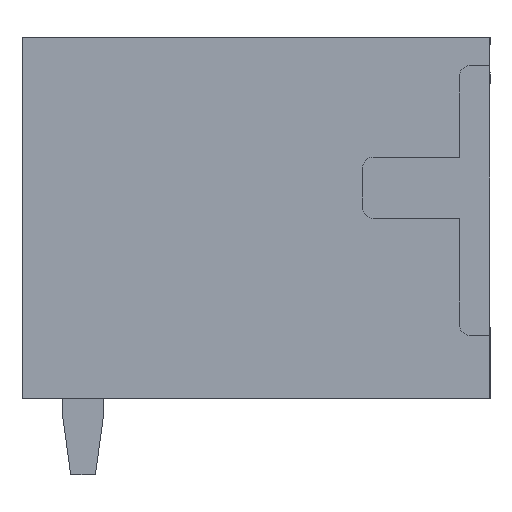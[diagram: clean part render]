
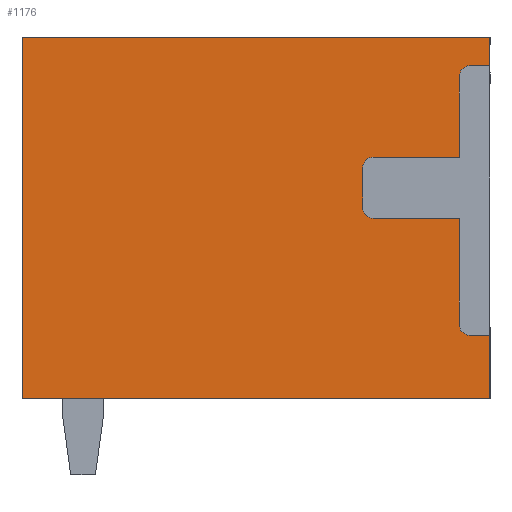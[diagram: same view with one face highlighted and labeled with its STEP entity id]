
A CAD part, left-side view. The second image highlights one B-rep face of the part: STEP entity #1176.
In plain terms, the highlighted planar face has unit normal (-1, 0, 0).
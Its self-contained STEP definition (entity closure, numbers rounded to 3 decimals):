
#1076=AXIS2_PLACEMENT_3D('Plane Axis2P3D',#1073,#1074,#1075) ;
#1092=AXIS2_PLACEMENT_3D('Circle Axis2P3D',#1090,#1091,$) ;
#1113=AXIS2_PLACEMENT_3D('Circle Axis2P3D',#1111,#1112,$) ;
#1127=AXIS2_PLACEMENT_3D('Circle Axis2P3D',#1125,#1126,$) ;
#1148=AXIS2_PLACEMENT_3D('Circle Axis2P3D',#1146,#1147,$) ;
#77=CARTESIAN_POINT('Vertex',(0.3,0.,8.6)) ;
#80=CARTESIAN_POINT('Line Origine',(0.3,0.,8.32)) ;
#84=CARTESIAN_POINT('Vertex',(0.3,0.,8.04)) ;
#105=CARTESIAN_POINT('Vertex',(0.3,0.,2.74)) ;
#108=CARTESIAN_POINT('Line Origine',(0.3,0.,2.12)) ;
#112=CARTESIAN_POINT('Vertex',(0.3,0.,1.5)) ;
#835=CARTESIAN_POINT('Vertex',(0.3,9.2,8.6)) ;
#838=CARTESIAN_POINT('Line Origine',(0.3,4.6,8.6)) ;
#1009=CARTESIAN_POINT('Line Origine',(0.3,4.6,1.5)) ;
#1013=CARTESIAN_POINT('Vertex',(0.3,9.2,1.5)) ;
#1073=CARTESIAN_POINT('Axis2P3D Location',(0.3,0.,0.)) ;
#1078=CARTESIAN_POINT('Line Origine',(0.3,9.2,5.05)) ;
#1083=CARTESIAN_POINT('Line Origine',(0.3,0.2,2.74)) ;
#1087=CARTESIAN_POINT('Vertex',(0.3,0.4,2.74)) ;
#1090=CARTESIAN_POINT('Axis2P3D Location',(0.3,0.4,2.94)) ;
#1094=CARTESIAN_POINT('Vertex',(0.3,0.6,2.94)) ;
#1097=CARTESIAN_POINT('Line Origine',(0.3,0.6,3.99)) ;
#1101=CARTESIAN_POINT('Vertex',(0.3,0.6,5.04)) ;
#1104=CARTESIAN_POINT('Line Origine',(0.3,1.45,5.04)) ;
#1108=CARTESIAN_POINT('Vertex',(0.3,2.3,5.04)) ;
#1111=CARTESIAN_POINT('Axis2P3D Location',(0.3,2.3,5.24)) ;
#1115=CARTESIAN_POINT('Vertex',(0.3,2.5,5.24)) ;
#1118=CARTESIAN_POINT('Line Origine',(0.3,2.5,5.64)) ;
#1122=CARTESIAN_POINT('Vertex',(0.3,2.5,6.04)) ;
#1125=CARTESIAN_POINT('Axis2P3D Location',(0.3,2.3,6.04)) ;
#1129=CARTESIAN_POINT('Vertex',(0.3,2.3,6.24)) ;
#1132=CARTESIAN_POINT('Line Origine',(0.3,1.45,6.24)) ;
#1136=CARTESIAN_POINT('Vertex',(0.3,0.6,6.24)) ;
#1139=CARTESIAN_POINT('Line Origine',(0.3,0.6,7.04)) ;
#1143=CARTESIAN_POINT('Vertex',(0.3,0.6,7.84)) ;
#1146=CARTESIAN_POINT('Axis2P3D Location',(0.3,0.4,7.84)) ;
#1150=CARTESIAN_POINT('Vertex',(0.3,0.4,8.04)) ;
#1153=CARTESIAN_POINT('Line Origine',(0.3,0.2,8.04)) ;
#81=DIRECTION('Vector Direction',(0.,0.,-1.)) ;
#109=DIRECTION('Vector Direction',(0.,0.,-1.)) ;
#839=DIRECTION('Vector Direction',(0.,-1.,0.)) ;
#1010=DIRECTION('Vector Direction',(0.,1.,0.)) ;
#1074=DIRECTION('Axis2P3D Direction',(-1.,0.,0.)) ;
#1075=DIRECTION('Axis2P3D XDirection',(0.,-1.,0.)) ;
#1079=DIRECTION('Vector Direction',(0.,0.,1.)) ;
#1084=DIRECTION('Vector Direction',(0.,-1.,0.)) ;
#1091=DIRECTION('Axis2P3D Direction',(-1.,0.,0.)) ;
#1098=DIRECTION('Vector Direction',(0.,0.,-1.)) ;
#1105=DIRECTION('Vector Direction',(0.,-1.,0.)) ;
#1112=DIRECTION('Axis2P3D Direction',(-1.,0.,0.)) ;
#1119=DIRECTION('Vector Direction',(0.,0.,-1.)) ;
#1126=DIRECTION('Axis2P3D Direction',(-1.,0.,0.)) ;
#1133=DIRECTION('Vector Direction',(0.,1.,0.)) ;
#1140=DIRECTION('Vector Direction',(0.,0.,-1.)) ;
#1147=DIRECTION('Axis2P3D Direction',(-1.,0.,0.)) ;
#1154=DIRECTION('Vector Direction',(0.,1.,0.)) ;
#82=VECTOR('Line Direction',#81,1.) ;
#110=VECTOR('Line Direction',#109,1.) ;
#840=VECTOR('Line Direction',#839,1.) ;
#1011=VECTOR('Line Direction',#1010,1.) ;
#1080=VECTOR('Line Direction',#1079,1.) ;
#1085=VECTOR('Line Direction',#1084,1.) ;
#1099=VECTOR('Line Direction',#1098,1.) ;
#1106=VECTOR('Line Direction',#1105,1.) ;
#1120=VECTOR('Line Direction',#1119,1.) ;
#1134=VECTOR('Line Direction',#1133,1.) ;
#1141=VECTOR('Line Direction',#1140,1.) ;
#1155=VECTOR('Line Direction',#1154,1.) ;
#1159=ORIENTED_EDGE('',*,*,#86,.T.) ;
#1160=ORIENTED_EDGE('',*,*,#842,.T.) ;
#1161=ORIENTED_EDGE('',*,*,#1082,.T.) ;
#1162=ORIENTED_EDGE('',*,*,#1015,.T.) ;
#1163=ORIENTED_EDGE('',*,*,#114,.T.) ;
#1164=ORIENTED_EDGE('',*,*,#1089,.T.) ;
#1165=ORIENTED_EDGE('',*,*,#1096,.T.) ;
#1166=ORIENTED_EDGE('',*,*,#1103,.T.) ;
#1167=ORIENTED_EDGE('',*,*,#1110,.T.) ;
#1168=ORIENTED_EDGE('',*,*,#1117,.T.) ;
#1169=ORIENTED_EDGE('',*,*,#1124,.T.) ;
#1170=ORIENTED_EDGE('',*,*,#1131,.T.) ;
#1171=ORIENTED_EDGE('',*,*,#1138,.T.) ;
#1172=ORIENTED_EDGE('',*,*,#1145,.T.) ;
#1173=ORIENTED_EDGE('',*,*,#1152,.T.) ;
#1174=ORIENTED_EDGE('',*,*,#1157,.T.) ;
#1176=ADVANCED_FACE('HOUSING',(#1175),#1077,.T.) ;
#1093=CIRCLE('generated circle',#1092,0.2) ;
#1114=CIRCLE('generated circle',#1113,0.2) ;
#1128=CIRCLE('generated circle',#1127,0.2) ;
#1149=CIRCLE('generated circle',#1148,0.2) ;
#86=EDGE_CURVE('',#85,#78,#83,.F.) ;
#114=EDGE_CURVE('',#113,#106,#111,.F.) ;
#842=EDGE_CURVE('',#78,#836,#841,.F.) ;
#1015=EDGE_CURVE('',#1014,#113,#1012,.F.) ;
#1082=EDGE_CURVE('',#836,#1014,#1081,.F.) ;
#1089=EDGE_CURVE('',#106,#1088,#1086,.F.) ;
#1096=EDGE_CURVE('',#1088,#1095,#1093,.F.) ;
#1103=EDGE_CURVE('',#1095,#1102,#1100,.F.) ;
#1110=EDGE_CURVE('',#1102,#1109,#1107,.F.) ;
#1117=EDGE_CURVE('',#1109,#1116,#1114,.F.) ;
#1124=EDGE_CURVE('',#1116,#1123,#1121,.F.) ;
#1131=EDGE_CURVE('',#1123,#1130,#1128,.F.) ;
#1138=EDGE_CURVE('',#1130,#1137,#1135,.F.) ;
#1145=EDGE_CURVE('',#1137,#1144,#1142,.F.) ;
#1152=EDGE_CURVE('',#1144,#1151,#1149,.F.) ;
#1157=EDGE_CURVE('',#1151,#85,#1156,.F.) ;
#1158=EDGE_LOOP('',(#1159,#1160,#1161,#1162,#1163,#1164,#1165,#1166,#1167,#1168,#1169,#1170,#1171,#1172,#1173,#1174)) ;
#1175=FACE_OUTER_BOUND('',#1158,.T.) ;
#83=LINE('Line',#80,#82) ;
#111=LINE('Line',#108,#110) ;
#841=LINE('Line',#838,#840) ;
#1012=LINE('Line',#1009,#1011) ;
#1081=LINE('Line',#1078,#1080) ;
#1086=LINE('Line',#1083,#1085) ;
#1100=LINE('Line',#1097,#1099) ;
#1107=LINE('Line',#1104,#1106) ;
#1121=LINE('Line',#1118,#1120) ;
#1135=LINE('Line',#1132,#1134) ;
#1142=LINE('Line',#1139,#1141) ;
#1156=LINE('Line',#1153,#1155) ;
#1077=PLANE('',#1076) ;
#78=VERTEX_POINT('',#77) ;
#85=VERTEX_POINT('',#84) ;
#106=VERTEX_POINT('',#105) ;
#113=VERTEX_POINT('',#112) ;
#836=VERTEX_POINT('',#835) ;
#1014=VERTEX_POINT('',#1013) ;
#1088=VERTEX_POINT('',#1087) ;
#1095=VERTEX_POINT('',#1094) ;
#1102=VERTEX_POINT('',#1101) ;
#1109=VERTEX_POINT('',#1108) ;
#1116=VERTEX_POINT('',#1115) ;
#1123=VERTEX_POINT('',#1122) ;
#1130=VERTEX_POINT('',#1129) ;
#1137=VERTEX_POINT('',#1136) ;
#1144=VERTEX_POINT('',#1143) ;
#1151=VERTEX_POINT('',#1150) ;
